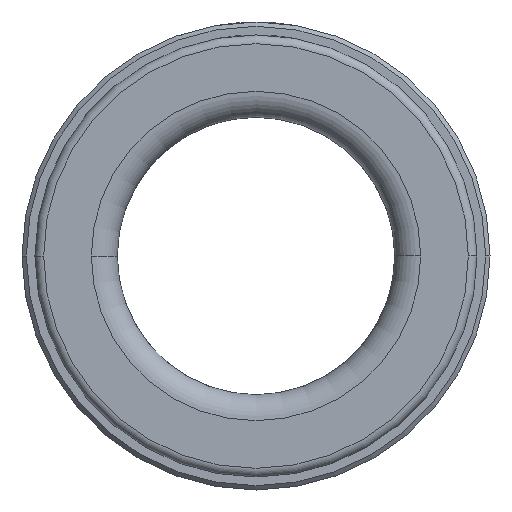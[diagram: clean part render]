
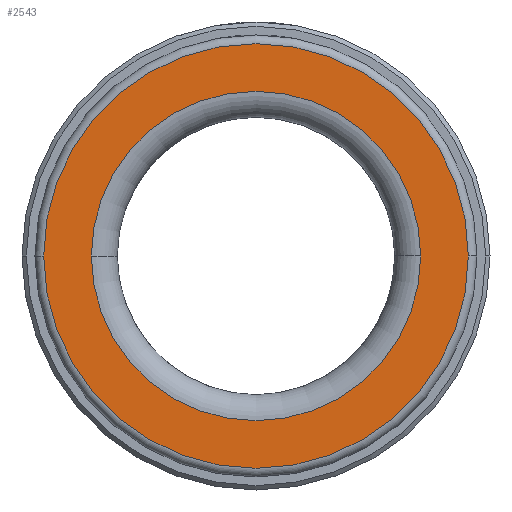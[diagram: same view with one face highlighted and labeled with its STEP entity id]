
A CAD part, front view. The second image highlights one B-rep face of the part: STEP entity #2543.
In plain terms, the highlighted planar face has unit normal (0, -1, 0).
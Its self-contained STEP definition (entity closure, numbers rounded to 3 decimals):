
#61 = DIRECTION ( 'NONE',  ( 0., 1., 0. ) ) ;
#243 = AXIS2_PLACEMENT_3D ( 'NONE', #5632, #61, #3569 ) ;
#244 = CARTESIAN_POINT ( 'NONE',  ( 24.5, -37.5, 0. ) ) ;
#901 = AXIS2_PLACEMENT_3D ( 'NONE', #4355, #5484, #3182 ) ;
#946 = DIRECTION ( 'NONE',  ( 0., 1., 0. ) ) ;
#1313 = AXIS2_PLACEMENT_3D ( 'NONE', #4286, #946, #1957 ) ;
#1420 = DIRECTION ( 'NONE',  ( 0., 1., 0. ) ) ;
#1525 = DIRECTION ( 'NONE',  ( -1., 0., 0. ) ) ;
#1535 = ORIENTED_EDGE ( 'NONE', *, *, #5666, .T. ) ;
#1955 = ORIENTED_EDGE ( 'NONE', *, *, #3458, .F. ) ;
#1957 = DIRECTION ( 'NONE',  ( -1., 0., 0. ) ) ;
#1980 = AXIS2_PLACEMENT_3D ( 'NONE', #7138, #4899, #1525 ) ;
#2240 = EDGE_CURVE ( 'NONE', #6150, #5655, #4397, .T. ) ;
#2543 = ADVANCED_FACE ( 'NONE', ( #4389, #6213 ), #3624, .F. ) ;
#2745 = CARTESIAN_POINT ( 'NONE',  ( 24.5, -37.5, 0. ) ) ;
#3083 = EDGE_LOOP ( 'NONE', ( #6603, #1535 ) ) ;
#3142 = CARTESIAN_POINT ( 'NONE',  ( 19., -37.5, 0. ) ) ;
#3182 = DIRECTION ( 'NONE',  ( -1., 0., 0. ) ) ;
#3386 = VERTEX_POINT ( 'NONE', #3142 ) ;
#3458 = EDGE_CURVE ( 'NONE', #5655, #6150, #5528, .T. ) ;
#3549 = VERTEX_POINT ( 'NONE', #4495 ) ;
#3569 = DIRECTION ( 'NONE',  ( -1., 0., 0. ) ) ;
#3624 = PLANE ( 'NONE',  #4918 ) ;
#3697 = EDGE_CURVE ( 'NONE', #3549, #3386, #6571, .T. ) ;
#3852 = CIRCLE ( 'NONE', #901, 19. ) ;
#4069 = ORIENTED_EDGE ( 'NONE', *, *, #2240, .F. ) ;
#4286 = CARTESIAN_POINT ( 'NONE',  ( 0., -37.5, 0. ) ) ;
#4355 = CARTESIAN_POINT ( 'NONE',  ( 0., -37.5, 0. ) ) ;
#4389 = FACE_OUTER_BOUND ( 'NONE', #6354, .T. ) ;
#4397 = CIRCLE ( 'NONE', #243, 24.5 ) ;
#4495 = CARTESIAN_POINT ( 'NONE',  ( -19., -37.5, 0. ) ) ;
#4887 = CARTESIAN_POINT ( 'NONE',  ( -24.5, -37.5, 0. ) ) ;
#4899 = DIRECTION ( 'NONE',  ( 0., 1., 0. ) ) ;
#4918 = AXIS2_PLACEMENT_3D ( 'NONE', #244, #1420, #6492 ) ;
#5484 = DIRECTION ( 'NONE',  ( 0., 1., 0. ) ) ;
#5528 = CIRCLE ( 'NONE', #1980, 24.5 ) ;
#5632 = CARTESIAN_POINT ( 'NONE',  ( 0., -37.5, 0. ) ) ;
#5655 = VERTEX_POINT ( 'NONE', #4887 ) ;
#5666 = EDGE_CURVE ( 'NONE', #3386, #3549, #3852, .T. ) ;
#6150 = VERTEX_POINT ( 'NONE', #2745 ) ;
#6213 = FACE_BOUND ( 'NONE', #3083, .T. ) ;
#6354 = EDGE_LOOP ( 'NONE', ( #1955, #4069 ) ) ;
#6492 = DIRECTION ( 'NONE',  ( -1., 0., 0. ) ) ;
#6571 = CIRCLE ( 'NONE', #1313, 19. ) ;
#6603 = ORIENTED_EDGE ( 'NONE', *, *, #3697, .T. ) ;
#7138 = CARTESIAN_POINT ( 'NONE',  ( 0., -37.5, 0. ) ) ;
